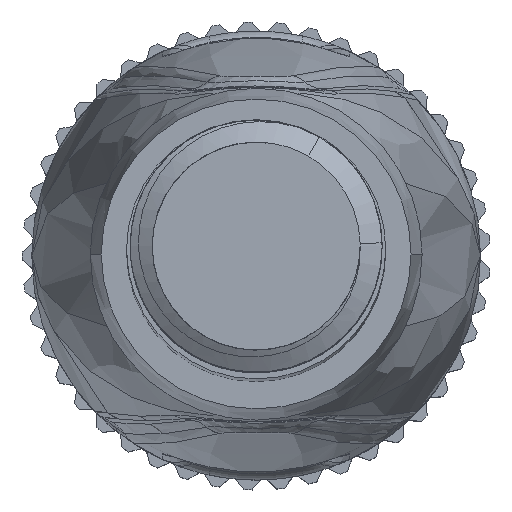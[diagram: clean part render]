
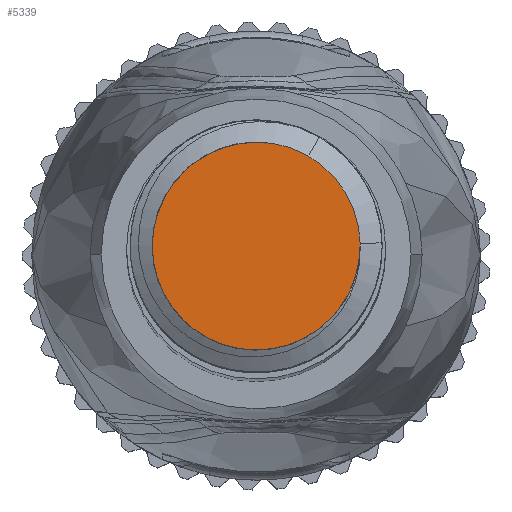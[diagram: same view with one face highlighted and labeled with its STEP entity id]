
A CAD part, top view. The second image highlights one B-rep face of the part: STEP entity #5339.
In plain terms, the highlighted planar face has unit normal (0, 0, 1).
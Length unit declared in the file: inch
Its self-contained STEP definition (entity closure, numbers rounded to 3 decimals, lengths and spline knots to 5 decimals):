
#1613=CARTESIAN_POINT('',(0.12933,0.,
1.5748));
#1614=CARTESIAN_POINT('',(0.12936,0.00037,
1.5748));
#1615=CARTESIAN_POINT('',(0.12941,0.00111,
1.5748));
#1616=CARTESIAN_POINT('',(0.12949,0.00224,
1.5748));
#1617=CARTESIAN_POINT('',(0.12955,0.00299,
1.5748));
#1618=CARTESIAN_POINT('',(0.12957,0.00338,
1.5748));
#1657=CARTESIAN_POINT('',(0.12957,-0.00338,
1.5748));
#1658=CARTESIAN_POINT('',(0.12955,-0.003,
1.5748));
#1659=CARTESIAN_POINT('',(0.12949,-0.00226,
1.5748));
#1660=CARTESIAN_POINT('',(0.12942,-0.00114,
1.5748));
#1661=CARTESIAN_POINT('',(0.12936,-0.00038,
1.5748));
#1662=CARTESIAN_POINT('',(0.12933,0.,
1.5748));
#1667=CARTESIAN_POINT('',(0.12933,0.,
1.5748));
#1701=CARTESIAN_POINT('',(0.12957,-0.00338,
1.5748));
#1758=CARTESIAN_POINT('',(0.,0.,1.5748));
#1759=DIRECTION('',(0.,0.,-1.));
#1760=DIRECTION('',(1.,-0.026,0.));
#1761=AXIS2_PLACEMENT_3D('',#1758,#1759,#1760);
#1766=CARTESIAN_POINT('',(0.,0.,1.5748));
#1767=DIRECTION('',(0.,0.,-1.));
#1768=DIRECTION('',(-1.,0.,0.));
#1769=AXIS2_PLACEMENT_3D('',#1766,#1767,#1768);
#2646=VERTEX_POINT('',#1667);
#2647=VERTEX_POINT('',#1618);
#2649=VERTEX_POINT('',#1701);
#2650=CARTESIAN_POINT('',(-0.12961,0.,1.5748));
#2651=VERTEX_POINT('',#2650);
#5328=CARTESIAN_POINT('',(0.,0.,1.5748));
#5329=DIRECTION('',(0.,0.,1.));
#5330=DIRECTION('',(1.,0.,0.));
#5331=AXIS2_PLACEMENT_3D('',#5328,#5329,#5330);
#5332=PLANE('',#5331);
#5333=ORIENTED_EDGE('',*,*,#5319,.T.);
#5334=ORIENTED_EDGE('',*,*,#5317,.T.);
#5335=ORIENTED_EDGE('',*,*,#5246,.F.);
#5336=ORIENTED_EDGE('',*,*,#5305,.F.);
#5337=EDGE_LOOP('',(#5333,#5334,#5335,#5336));
#5338=FACE_OUTER_BOUND('',#5337,.F.);
#5339=ADVANCED_FACE('',(#5338),#5332,.T.);
#1619=B_SPLINE_CURVE_WITH_KNOTS('',3,(#1613,#1614,#1615,#1616,#1617,#1618),
.UNSPECIFIED.,.F.,.F.,(4,1,1,4),(0.,0.33333,0.66667,1.),
.UNSPECIFIED.);
#1663=B_SPLINE_CURVE_WITH_KNOTS('',3,(#1657,#1658,#1659,#1660,#1661,#1662),
.UNSPECIFIED.,.F.,.F.,(4,1,1,4),(0.,0.33333,0.66667,1.),
.UNSPECIFIED.);
#1762=CIRCLE('',#1761,0.12961);
#1770=CIRCLE('',#1769,0.12961);
#5246=EDGE_CURVE('',#2646,#2647,#1619,.T.);
#5305=EDGE_CURVE('',#2649,#2646,#1663,.T.);
#5317=EDGE_CURVE('',#2651,#2647,#1770,.T.);
#5319=EDGE_CURVE('',#2649,#2651,#1762,.T.);
